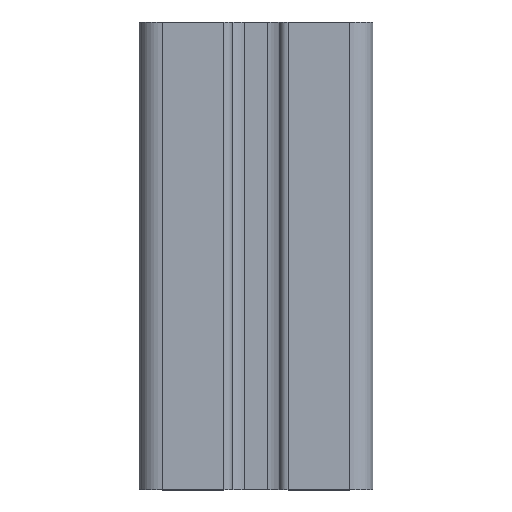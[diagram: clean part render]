
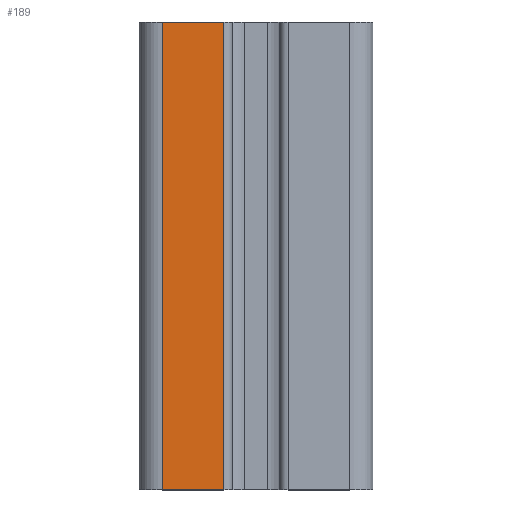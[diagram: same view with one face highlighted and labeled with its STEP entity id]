
A CAD part, top view. The second image highlights one B-rep face of the part: STEP entity #189.
In plain terms, the highlighted planar face has unit normal (0, 0, 1).
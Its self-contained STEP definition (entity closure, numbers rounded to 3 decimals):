
#189 = ADVANCED_FACE( '', ( #415 ), #416, .T. );
#415 = FACE_OUTER_BOUND( '', #674, .T. );
#416 = PLANE( '', #675 );
#674 = EDGE_LOOP( '', ( #1201, #1202, #1203, #1204 ) );
#675 = AXIS2_PLACEMENT_3D( '', #1205, #1206, #1207 );
#1201 = ORIENTED_EDGE( '', *, *, #1679, .F. );
#1202 = ORIENTED_EDGE( '', *, *, #1782, .F. );
#1203 = ORIENTED_EDGE( '', *, *, #1783, .T. );
#1204 = ORIENTED_EDGE( '', *, *, #1641, .T. );
#1205 = CARTESIAN_POINT( '', ( -6.9, 100., 25. ) );
#1206 = DIRECTION( '', ( 0., 0., 1. ) );
#1207 = DIRECTION( '', ( 0., -1., 0. ) );
#1641 = EDGE_CURVE( '', #2012, #2009, #2013, .T. );
#1679 = EDGE_CURVE( '', #2074, #2009, #2075, .T. );
#1782 = EDGE_CURVE( '', #2229, #2074, #2230, .T. );
#1783 = EDGE_CURVE( '', #2229, #2012, #2231, .T. );
#2009 = VERTEX_POINT( '', #2509 );
#2012 = VERTEX_POINT( '', #2512 );
#2013 = LINE( '', #2513, #2514 );
#2074 = VERTEX_POINT( '', #2592 );
#2075 = LINE( '', #2593, #2594 );
#2229 = VERTEX_POINT( '', #2793 );
#2230 = LINE( '', #2794, #2795 );
#2231 = LINE( '', #2796, #2797 );
#2509 = CARTESIAN_POINT( '', ( -20., 0., 25. ) );
#2512 = CARTESIAN_POINT( '', ( -20., 100., 25. ) );
#2513 = CARTESIAN_POINT( '', ( -20., 100., 25. ) );
#2514 = VECTOR( '', #3024, 1000. );
#2592 = CARTESIAN_POINT( '', ( -6.9, 0., 25. ) );
#2593 = CARTESIAN_POINT( '', ( -6.9, 0., 25. ) );
#2594 = VECTOR( '', #3075, 1000. );
#2793 = CARTESIAN_POINT( '', ( -6.9, 100., 25. ) );
#2794 = CARTESIAN_POINT( '', ( -6.9, 100., 25. ) );
#2795 = VECTOR( '', #3241, 1000. );
#2796 = CARTESIAN_POINT( '', ( -6.9, 100., 25. ) );
#2797 = VECTOR( '', #3242, 1000. );
#3024 = DIRECTION( '', ( 0., -1., 0. ) );
#3075 = DIRECTION( '', ( -1., 0., 0. ) );
#3241 = DIRECTION( '', ( 0., -1., 0. ) );
#3242 = DIRECTION( '', ( -1., 0., 0. ) );
